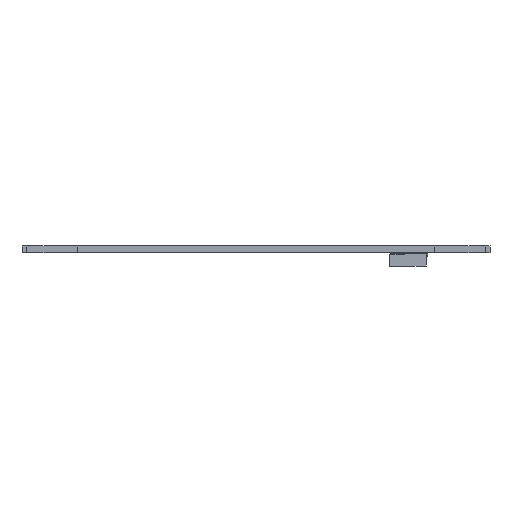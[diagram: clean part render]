
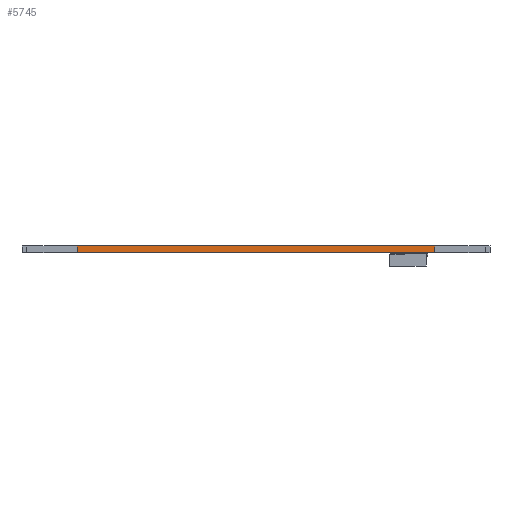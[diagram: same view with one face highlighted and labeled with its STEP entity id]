
A CAD part, left-side view. The second image highlights one B-rep face of the part: STEP entity #5745.
In plain terms, the highlighted planar face has unit normal (-1, 0, 0).
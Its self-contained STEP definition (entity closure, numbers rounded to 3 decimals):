
#5012 = VERTEX_POINT('',#5013);
#5013 = CARTESIAN_POINT('',(-76.171,192.912,0.));
#5019 = EDGE_CURVE('',#5020,#5012,#5022,.T.);
#5020 = VERTEX_POINT('',#5021);
#5021 = CARTESIAN_POINT('',(-76.173,118.614,0.));
#5022 = LINE('',#5023,#5024);
#5023 = CARTESIAN_POINT('',(-76.173,118.614,0.));
#5024 = VECTOR('',#5025,1.);
#5025 = DIRECTION('',(0.,1.,0.));
#5313 = VERTEX_POINT('',#5314);
#5314 = CARTESIAN_POINT('',(-76.171,192.912,1.444));
#5320 = EDGE_CURVE('',#5321,#5313,#5323,.T.);
#5321 = VERTEX_POINT('',#5322);
#5322 = CARTESIAN_POINT('',(-76.173,118.614,1.444));
#5323 = LINE('',#5324,#5325);
#5324 = CARTESIAN_POINT('',(-76.173,118.614,1.444));
#5325 = VECTOR('',#5326,1.);
#5326 = DIRECTION('',(0.,1.,0.));
#5715 = EDGE_CURVE('',#5012,#5313,#5716,.T.);
#5716 = LINE('',#5717,#5718);
#5717 = CARTESIAN_POINT('',(-76.171,192.912,0.));
#5718 = VECTOR('',#5719,1.);
#5719 = DIRECTION('',(0.,0.,1.));
#5745 = ADVANCED_FACE('',(#5746),#5757,.T.);
#5746 = FACE_BOUND('',#5747,.T.);
#5747 = EDGE_LOOP('',(#5748,#5754,#5755,#5756));
#5748 = ORIENTED_EDGE('',*,*,#5749,.T.);
#5749 = EDGE_CURVE('',#5020,#5321,#5750,.T.);
#5750 = LINE('',#5751,#5752);
#5751 = CARTESIAN_POINT('',(-76.173,118.614,0.));
#5752 = VECTOR('',#5753,1.);
#5753 = DIRECTION('',(0.,0.,1.));
#5754 = ORIENTED_EDGE('',*,*,#5320,.T.);
#5755 = ORIENTED_EDGE('',*,*,#5715,.F.);
#5756 = ORIENTED_EDGE('',*,*,#5019,.F.);
#5757 = PLANE('',#5758);
#5758 = AXIS2_PLACEMENT_3D('',#5759,#5760,#5761);
#5759 = CARTESIAN_POINT('',(-76.173,118.614,0.));
#5760 = DIRECTION('',(-1.,0.,0.));
#5761 = DIRECTION('',(0.,1.,0.));
